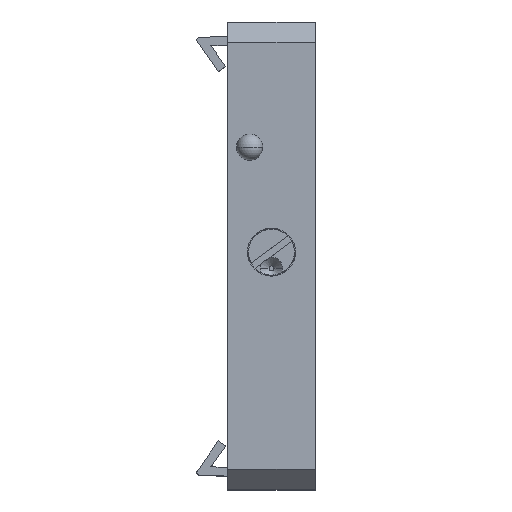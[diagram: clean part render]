
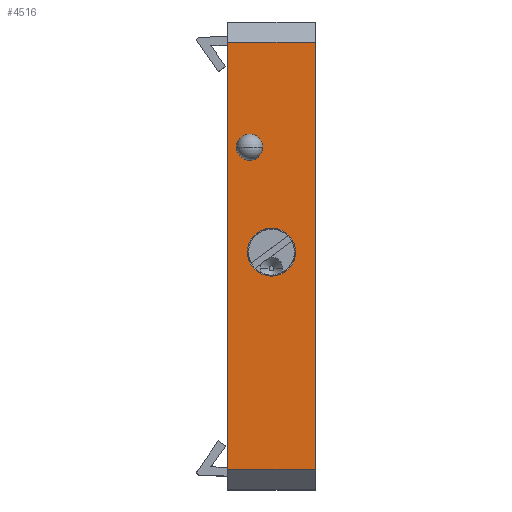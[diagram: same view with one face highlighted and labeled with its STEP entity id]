
A CAD part, top view. The second image highlights one B-rep face of the part: STEP entity #4516.
In plain terms, the highlighted planar face has unit normal (0, 0, 1).
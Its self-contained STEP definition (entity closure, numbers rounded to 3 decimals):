
#11 = ORIENTED_EDGE ( 'NONE', *, *, #3124, .F. ) ;
#97 = CARTESIAN_POINT ( 'NONE',  ( -5., 24.425, 22.95 ) ) ;
#305 = VERTEX_POINT ( 'NONE', #825 ) ;
#350 = DIRECTION ( 'NONE',  ( 1., 0., 0. ) ) ;
#433 = DIRECTION ( 'NONE',  ( -1., 0., 0. ) ) ;
#462 = LINE ( 'NONE', #2498, #1333 ) ;
#580 = VERTEX_POINT ( 'NONE', #4006 ) ;
#653 = DIRECTION ( 'NONE',  ( -1., 0., 0. ) ) ;
#700 = CARTESIAN_POINT ( 'NONE',  ( -2.5, 12.425, 22.95 ) ) ;
#825 = CARTESIAN_POINT ( 'NONE',  ( -4., 12.425, 22.95 ) ) ;
#855 = EDGE_CURVE ( 'NONE', #305, #3742, #1796, .T. ) ;
#869 = VERTEX_POINT ( 'NONE', #3422 ) ;
#960 = CARTESIAN_POINT ( 'NONE',  ( -1., 12.425, 22.95 ) ) ;
#1064 = ORIENTED_EDGE ( 'NONE', *, *, #2340, .F. ) ;
#1106 = VERTEX_POINT ( 'NONE', #2783 ) ;
#1295 = CARTESIAN_POINT ( 'NONE',  ( 0., 0.425, 22.95 ) ) ;
#1333 = VECTOR ( 'NONE', #653, 1000. ) ;
#1345 = EDGE_LOOP ( 'NONE', ( #4350, #4490, #4291, #4301 ) ) ;
#1373 = VECTOR ( 'NONE', #433, 1000. ) ;
#1414 = FACE_OUTER_BOUND ( 'NONE', #1345, .T. ) ;
#1428 = LINE ( 'NONE', #97, #3264 ) ;
#1503 = CARTESIAN_POINT ( 'NONE',  ( 5., 24.425, 22.95 ) ) ;
#1562 = CARTESIAN_POINT ( 'NONE',  ( 0., 0.425, 22.95 ) ) ;
#1564 = AXIS2_PLACEMENT_3D ( 'NONE', #2063, #4505, #2438 ) ;
#1664 = DIRECTION ( 'NONE',  ( 1., 0., 0. ) ) ;
#1682 = EDGE_LOOP ( 'NONE', ( #11, #4588 ) ) ;
#1793 = ORIENTED_EDGE ( 'NONE', *, *, #2902, .F. ) ;
#1796 = CIRCLE ( 'NONE', #3776, 1.5 ) ;
#1893 = VECTOR ( 'NONE', #3684, 1000. ) ;
#1938 = DIRECTION ( 'NONE',  ( 0., -1., 0. ) ) ;
#1945 = DIRECTION ( 'NONE',  ( 1., 0., 0. ) ) ;
#2063 = CARTESIAN_POINT ( 'NONE',  ( 5., 24.425, 22.95 ) ) ;
#2111 = CIRCLE ( 'NONE', #4472, 2.75 ) ;
#2168 = CARTESIAN_POINT ( 'NONE',  ( 5., 24.425, 22.95 ) ) ;
#2292 = EDGE_CURVE ( 'NONE', #3841, #4366, #4087, .T. ) ;
#2332 = AXIS2_PLACEMENT_3D ( 'NONE', #4599, #2552, #350 ) ;
#2340 = EDGE_CURVE ( 'NONE', #869, #580, #2111, .T. ) ;
#2390 = FACE_BOUND ( 'NONE', #2429, .T. ) ;
#2429 = EDGE_LOOP ( 'NONE', ( #1793, #1064 ) ) ;
#2438 = DIRECTION ( 'NONE',  ( 0., 1., 0. ) ) ;
#2498 = CARTESIAN_POINT ( 'NONE',  ( 5., -24.425, 22.95 ) ) ;
#2552 = DIRECTION ( 'NONE',  ( 0., 0., 1. ) ) ;
#2661 = CARTESIAN_POINT ( 'NONE',  ( 5., 24.425, 22.95 ) ) ;
#2783 = CARTESIAN_POINT ( 'NONE',  ( -5., -24.425, 22.95 ) ) ;
#2902 = EDGE_CURVE ( 'NONE', #580, #869, #4387, .T. ) ;
#3124 = EDGE_CURVE ( 'NONE', #3742, #305, #3380, .T. ) ;
#3158 = PLANE ( 'NONE',  #1564 ) ;
#3250 = FACE_BOUND ( 'NONE', #1682, .T. ) ;
#3264 = VECTOR ( 'NONE', #1938, 1000. ) ;
#3363 = EDGE_CURVE ( 'NONE', #4366, #1106, #1428, .T. ) ;
#3380 = CIRCLE ( 'NONE', #2332, 1.5 ) ;
#3405 = DIRECTION ( 'NONE',  ( 1., 0., 0. ) ) ;
#3409 = DIRECTION ( 'NONE',  ( 0., 0., 1. ) ) ;
#3422 = CARTESIAN_POINT ( 'NONE',  ( -2.75, 0.425, 22.95 ) ) ;
#3483 = AXIS2_PLACEMENT_3D ( 'NONE', #1295, #3812, #1664 ) ;
#3684 = DIRECTION ( 'NONE',  ( 0., -1., 0. ) ) ;
#3742 = VERTEX_POINT ( 'NONE', #960 ) ;
#3776 = AXIS2_PLACEMENT_3D ( 'NONE', #700, #3409, #3405 ) ;
#3809 = EDGE_CURVE ( 'NONE', #4147, #1106, #462, .T. ) ;
#3812 = DIRECTION ( 'NONE',  ( 0., 0., 1. ) ) ;
#3841 = VERTEX_POINT ( 'NONE', #2168 ) ;
#3884 = CARTESIAN_POINT ( 'NONE',  ( -5., 24.425, 22.95 ) ) ;
#4006 = CARTESIAN_POINT ( 'NONE',  ( 2.75, 0.425, 22.95 ) ) ;
#4058 = DIRECTION ( 'NONE',  ( 0., 0., 1. ) ) ;
#4087 = LINE ( 'NONE', #2661, #1373 ) ;
#4093 = LINE ( 'NONE', #1503, #1893 ) ;
#4147 = VERTEX_POINT ( 'NONE', #4305 ) ;
#4173 = EDGE_CURVE ( 'NONE', #3841, #4147, #4093, .T. ) ;
#4291 = ORIENTED_EDGE ( 'NONE', *, *, #4173, .F. ) ;
#4301 = ORIENTED_EDGE ( 'NONE', *, *, #2292, .T. ) ;
#4305 = CARTESIAN_POINT ( 'NONE',  ( 5., -24.425, 22.95 ) ) ;
#4350 = ORIENTED_EDGE ( 'NONE', *, *, #3363, .T. ) ;
#4366 = VERTEX_POINT ( 'NONE', #3884 ) ;
#4387 = CIRCLE ( 'NONE', #3483, 2.75 ) ;
#4472 = AXIS2_PLACEMENT_3D ( 'NONE', #1562, #4058, #1945 ) ;
#4490 = ORIENTED_EDGE ( 'NONE', *, *, #3809, .F. ) ;
#4505 = DIRECTION ( 'NONE',  ( 0., 0., -1. ) ) ;
#4516 = ADVANCED_FACE ( 'NONE', ( #2390, #3250, #1414 ), #3158, .F. ) ;
#4588 = ORIENTED_EDGE ( 'NONE', *, *, #855, .F. ) ;
#4599 = CARTESIAN_POINT ( 'NONE',  ( -2.5, 12.425, 22.95 ) ) ;
